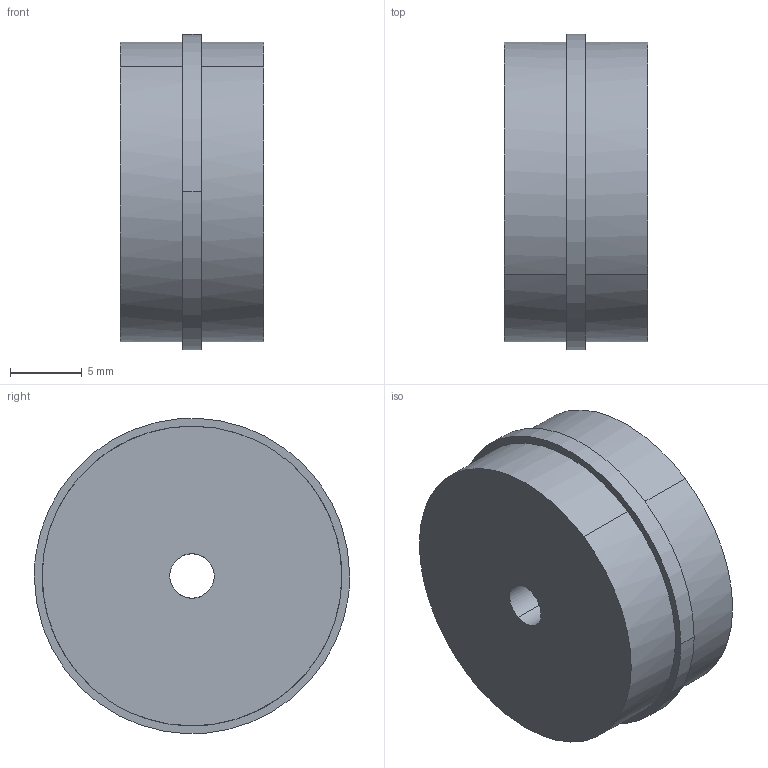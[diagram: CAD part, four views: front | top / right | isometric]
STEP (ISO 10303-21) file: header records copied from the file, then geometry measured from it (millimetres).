
FILE_DESCRIPTION(/* description */ (''),/* implementation_level */ '2;1');
FILE_NAME(/* name */ 'WHEEL_~2',/* time_stamp */ '2024-05-28T12:36:02+02:00',/* author */ (''),/* organization */ (''),/* preprocessor_version */ 'ST-DEVELOPER v16.5',/* originating_system */ '',/* authorisation */ '');
FILE_SCHEMA (('AUTOMOTIVE_DESIGN'));
Length unit declared in the file: millimetre
Products named in the file (1): Document
Bounding box: 10 x 22 x 21.98 mm (x, y, z)
Volume: 1606.8 mm3; surface area: 1926.6 mm2
Topology: 1 solids, 1 shells, 20 faces, 42 edges, 28 vertices
Faces by surface type: bspline 14, plane 6
Entity records: 755 total; most frequent: CARTESIAN_POINT 480, ORIENTED_EDGE 84, EDGE_CURVE 42, VERTEX_POINT 28, EDGE_LOOP 26, ADVANCED_FACE 20, FACE_OUTER_BOUND 20, DIRECTION 10
